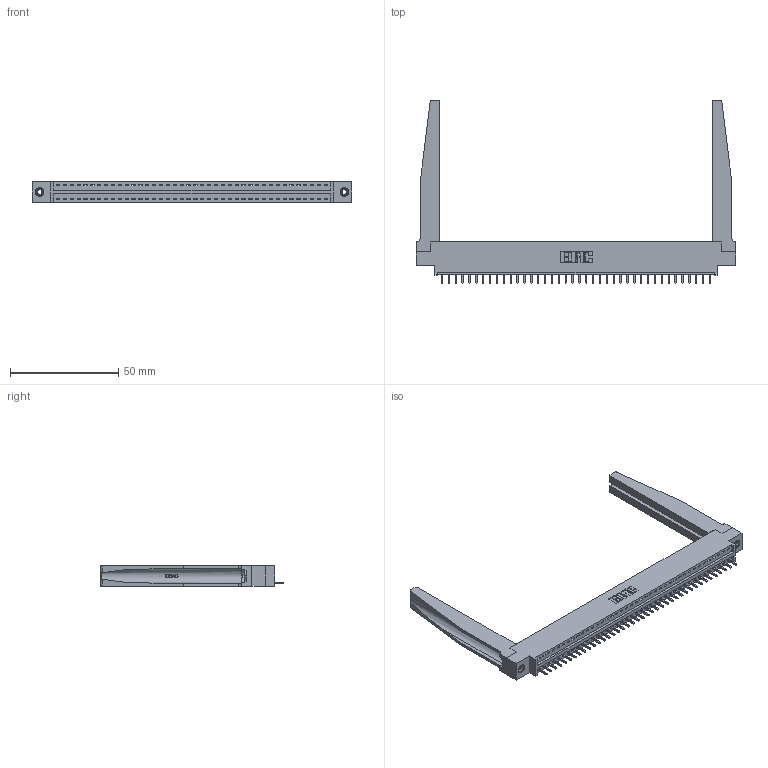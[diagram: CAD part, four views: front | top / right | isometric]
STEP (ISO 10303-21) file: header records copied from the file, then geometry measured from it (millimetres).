
FILE_DESCRIPTION (( 'STEP AP203' ), '1' );
FILE_NAME ('346-040-521-678.STEP', '2022-05-07T09:06:10', ( '' ), ( '' ), 'SwSTEP 2.0', 'SolidWorks 2020', '' );
FILE_SCHEMA (( 'CONFIG_CONTROL_DESIGN' ));
Length unit declared in the file: inch
Products named in the file (5): 346 Part_0.170 Offset - 0.156 Dia-TH; 346-040-521-678; 345-250-001_345-250-001-102; 346-220-078_345-220-078; 345-292-001_345-293-121
Assembly tree (45 placements, depth 2):
  346-040-521-678
    346 Part_0.170 Offset - 0.156 Dia-TH
    345-292-001_345-293-121  x40
    346-220-078_345-220-078  x2
    345-250-001_345-250-001-102  x2
Bounding box: 147.57 x 84.33 x 9.4 mm (x, y, z)
Volume: 20734.7 mm3; surface area: 23538.9 mm2
Topology: 45 solids, 45 shells, 2694 faces, 8025 edges, 5286 vertices
Faces by surface type: plane 1836, cylinder 806, bspline 36, cone 12, torus 4
Entity records: 30408 total; most frequent: CARTESIAN_POINT 6129, ORIENTED_EDGE 4990, DIRECTION 4393, EDGE_CURVE 2495, VECTOR 2109, LINE 2109, VERTEX_POINT 1656, AXIS2_PLACEMENT_3D 1142
